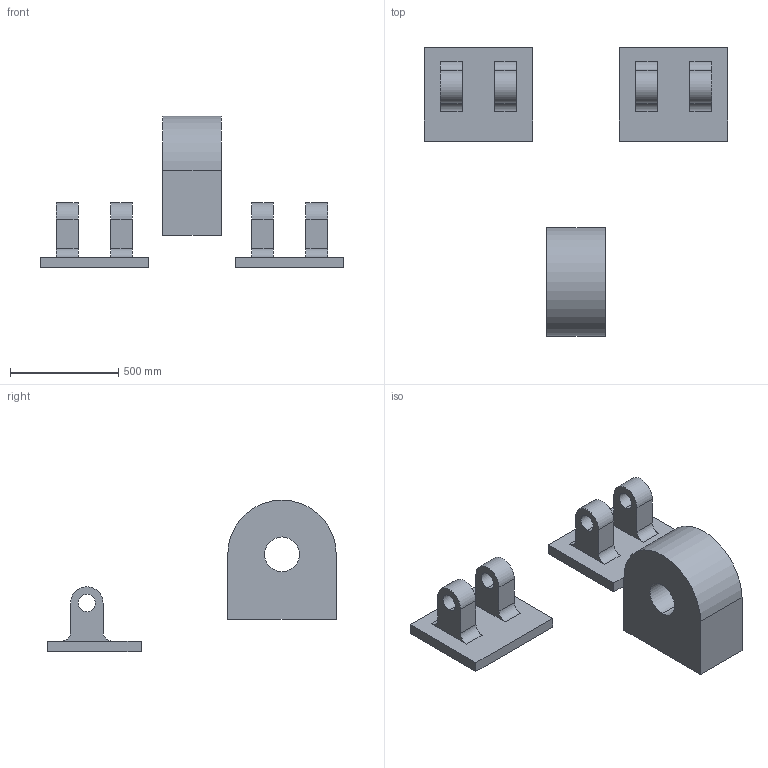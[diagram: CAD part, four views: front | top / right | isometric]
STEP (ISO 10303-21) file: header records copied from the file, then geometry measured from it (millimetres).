
FILE_DESCRIPTION (( 'STEP AP203' ), '1' );
FILE_NAME ('Chassis_ConnectionPoints_Default_sldprt.STEP', '2023-11-24T08:11:32', ( '' ), ( '' ), 'SwSTEP 2.0', 'SolidWorks 2021', '' );
FILE_SCHEMA (( 'CONFIG_CONTROL_DESIGN' ));
Length unit declared in the file: millimetre
Products named in the file (1): Chassis_ConnectionPoints_Default_sldprt
Bounding box: 1400 x 1330 x 700 mm (x, y, z)
Volume: 95376878.7 mm3; surface area: 2653922.9 mm2
Topology: 3 solids, 3 shells, 56 faces, 138 edges, 92 vertices
Faces by surface type: plane 33, cylinder 23
Entity records: 1761 total; most frequent: DIRECTION 298, CARTESIAN_POINT 287, ORIENTED_EDGE 276, EDGE_CURVE 138, AXIS2_PLACEMENT_3D 103, VERTEX_POINT 92, LINE 92, VECTOR 92
